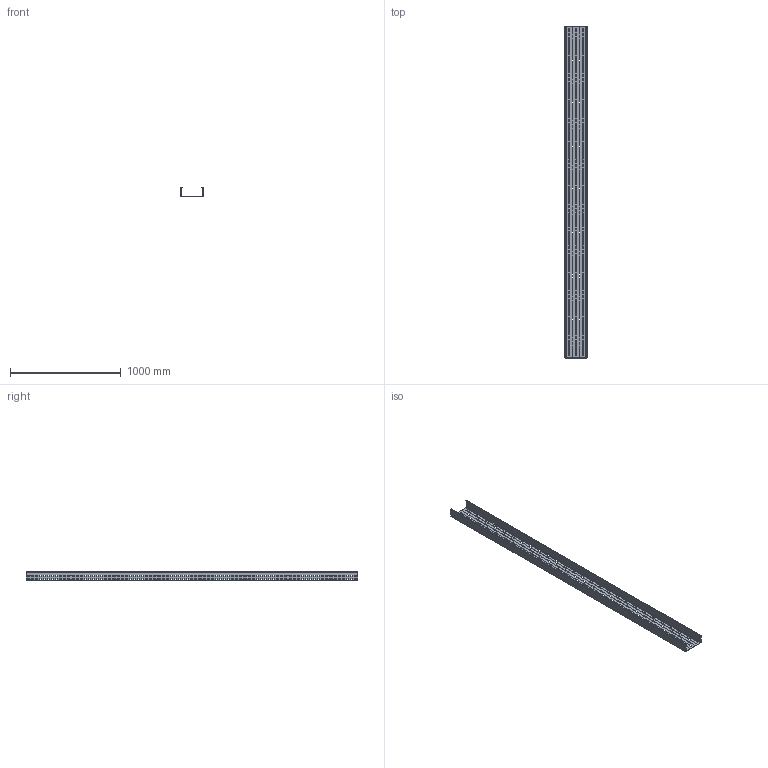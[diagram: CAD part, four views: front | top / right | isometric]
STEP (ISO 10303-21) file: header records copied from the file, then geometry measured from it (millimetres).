
FILE_DESCRIPTION(/* description */ (''),/* implementation_level */ '2;1');
FILE_NAME(/* name */ 'KCP200H80_3N.stp',/* time_stamp */ '2020-03-24T11:58:04+01:00',/* author */ ('stanislaw.luczak'),/* organization */ (''),/* preprocessor_version */ 'ST-DEVELOPER v18',/* originating_system */ 'Autodesk Inventor 2020',/* authorisation */ '');
FILE_SCHEMA (('AUTOMOTIVE_DESIGN { 1 0 10303 214 3 1 1 }'));
Products named in the file (1): 200H60N_KGJ_6M
Bounding box: 200.41 x 3000 x 79.97 mm (x, y, z)
Volume: 1466989.8 mm3; surface area: 2044097 mm2
Topology: 1 solids, 1 shells, 3726 faces, 11156 edges, 7432 vertices
Faces by surface type: plane 1870, cylinder 1856
Entity records: 130077 total; most frequent: DIRECTION 22322, CARTESIAN_POINT 22315, ORIENTED_EDGE 22312, EDGE_CURVE 11156, LINE 7444, VECTOR 7444, AXIS2_PLACEMENT_3D 7439, VERTEX_POINT 7432
